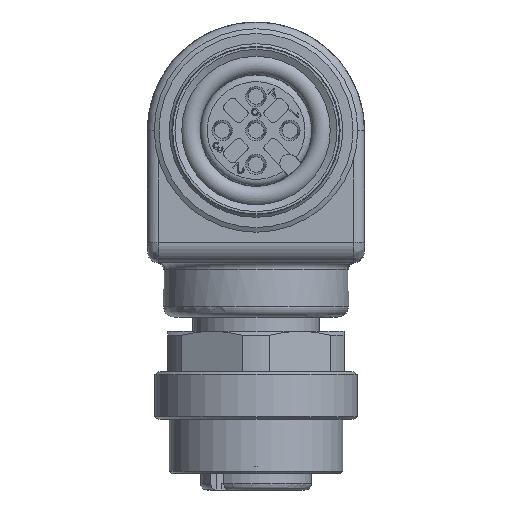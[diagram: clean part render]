
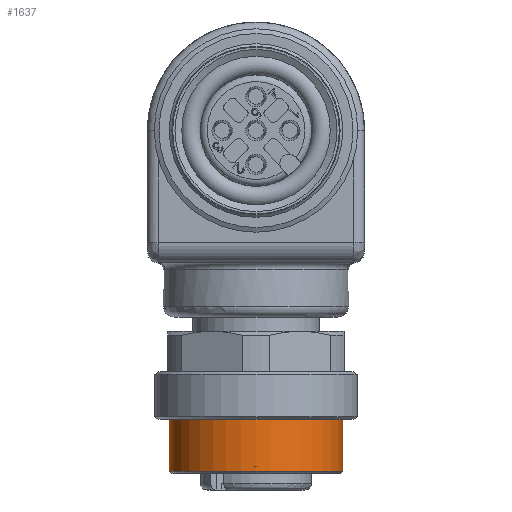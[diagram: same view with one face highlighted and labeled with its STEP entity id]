
A CAD part, front view. The second image highlights one B-rep face of the part: STEP entity #1637.
In plain terms, the highlighted cylindrical face has radius 6.4 mm (diameter 12.8 mm), a full revolution.
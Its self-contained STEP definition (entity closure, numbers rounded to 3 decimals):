
#265=FACE_BOUND('',#2973,.T.);
#266=FACE_BOUND('',#2974,.T.);
#867=CYLINDRICAL_SURFACE('',#10248,6.4);
#1196=CIRCLE('',#10245,6.4);
#1197=CIRCLE('',#10247,6.4);
#1637=ADVANCED_FACE('',(#265,#266),#867,.T.);
#2973=EDGE_LOOP('',(#4602));
#2974=EDGE_LOOP('',(#4603));
#4602=ORIENTED_EDGE('',*,*,#7609,.T.);
#4603=ORIENTED_EDGE('',*,*,#7608,.T.);
#6477=VERTEX_POINT('',#15405);
#6478=VERTEX_POINT('',#15408);
#7608=EDGE_CURVE('',#6477,#6477,#1196,.T.);
#7609=EDGE_CURVE('',#6478,#6478,#1197,.T.);
#10245=AXIS2_PLACEMENT_3D('',#15404,#11941,#11942);
#10247=AXIS2_PLACEMENT_3D('',#15407,#11945,#11946);
#10248=AXIS2_PLACEMENT_3D('',#15409,#11947,#11948);
#11941=DIRECTION('',(0.,0.,-1.));
#11942=DIRECTION('',(-0.5,-0.866,0.));
#11945=DIRECTION('',(0.,0.,1.));
#11946=DIRECTION('',(-0.866,0.5,0.));
#11947=DIRECTION('',(0.,0.,-1.));
#11948=DIRECTION('',(-0.5,-0.866,0.));
#15404=CARTESIAN_POINT('',(0.,0.,-21.3));
#15405=CARTESIAN_POINT('',(-3.2,-5.543,-21.3));
#15407=CARTESIAN_POINT('',(0.,0.,-25.1));
#15408=CARTESIAN_POINT('',(-5.543,3.2,-25.1));
#15409=CARTESIAN_POINT('',(0.,0.,-25.3));
